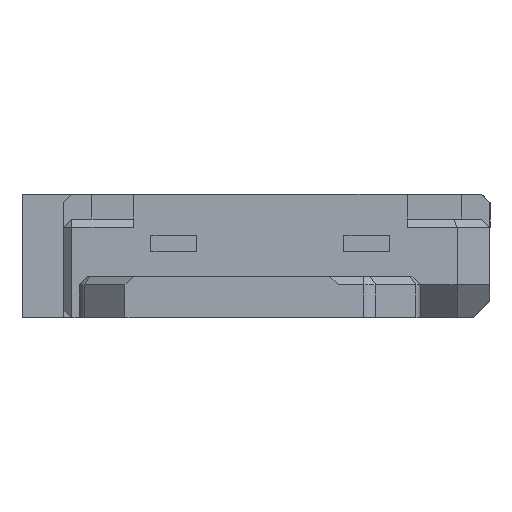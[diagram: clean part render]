
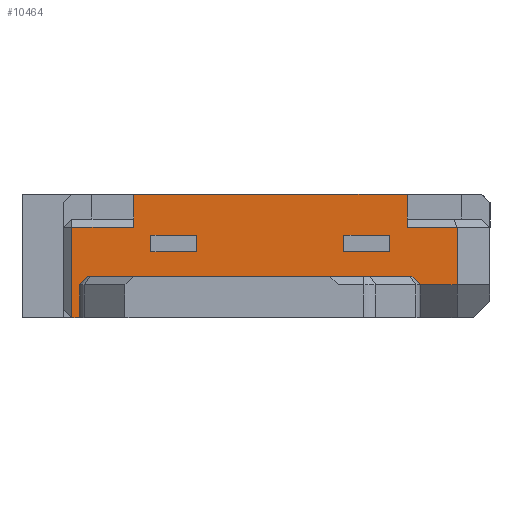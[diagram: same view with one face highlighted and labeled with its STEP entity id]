
A CAD part, left-side view. The second image highlights one B-rep face of the part: STEP entity #10464.
In plain terms, the highlighted planar face has unit normal (-1, 0, 0).
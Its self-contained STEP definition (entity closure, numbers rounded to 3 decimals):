
#68=FACE_BOUND('',#1579,.T.);
#69=FACE_BOUND('',#1580,.T.);
#502=PLANE('',#11247);
#1028=FACE_OUTER_BOUND('',#1578,.T.);
#1578=EDGE_LOOP('',(#9597,#9598,#9599,#9600,#9601,#9602,#9603,#9604,#9605,
#9606,#9607,#9608,#9609));
#1579=EDGE_LOOP('',(#9610,#9611,#9612,#9613));
#1580=EDGE_LOOP('',(#9614,#9615,#9616,#9617));
#2846=LINE('',#16807,#4094);
#2848=LINE('',#16811,#4096);
#2850=LINE('',#16815,#4098);
#2852=LINE('',#16818,#4100);
#2855=LINE('',#16824,#4103);
#2856=LINE('',#16827,#4104);
#2859=LINE('',#16832,#4107);
#2860=LINE('',#16834,#4108);
#2862=LINE('',#16838,#4110);
#2863=LINE('',#16841,#4111);
#2865=LINE('',#16845,#4113);
#2867=LINE('',#16849,#4115);
#2869=LINE('',#16852,#4117);
#2870=LINE('',#16856,#4118);
#2885=LINE('',#16893,#4133);
#2894=LINE('',#16916,#4142);
#2896=LINE('',#16920,#4144);
#2980=LINE('',#17467,#4228);
#3031=LINE('',#17603,#4279);
#3032=LINE('',#17604,#4280);
#3033=LINE('',#17605,#4281);
#4094=VECTOR('',#13494,1000.);
#4096=VECTOR('',#13498,1000.);
#4098=VECTOR('',#13502,1000.);
#4100=VECTOR('',#13506,1000.);
#4103=VECTOR('',#13511,1000.);
#4104=VECTOR('',#13514,1000.);
#4107=VECTOR('',#13519,1000.);
#4108=VECTOR('',#13522,1000.);
#4110=VECTOR('',#13526,10.);
#4111=VECTOR('',#13529,1000.);
#4113=VECTOR('',#13533,1000.);
#4115=VECTOR('',#13537,1000.);
#4117=VECTOR('',#13541,10.);
#4118=VECTOR('',#13544,10.);
#4133=VECTOR('',#13575,10.);
#4142=VECTOR('',#13600,10.);
#4144=VECTOR('',#13604,10.);
#4228=VECTOR('',#13758,10.);
#4279=VECTOR('',#13913,10.);
#4280=VECTOR('',#13914,10.);
#4281=VECTOR('',#13915,10.);
#4985=VERTEX_POINT('',#16202);
#5071=VERTEX_POINT('',#16462);
#5184=VERTEX_POINT('',#16804);
#5185=VERTEX_POINT('',#16806);
#5186=VERTEX_POINT('',#16810);
#5187=VERTEX_POINT('',#16814);
#5188=VERTEX_POINT('',#16820);
#5189=VERTEX_POINT('',#16822);
#5190=VERTEX_POINT('',#16826);
#5191=VERTEX_POINT('',#16830);
#5192=VERTEX_POINT('',#16836);
#5193=VERTEX_POINT('',#16840);
#5194=VERTEX_POINT('',#16844);
#5195=VERTEX_POINT('',#16848);
#5196=VERTEX_POINT('',#16854);
#5197=VERTEX_POINT('',#16855);
#5211=VERTEX_POINT('',#16891);
#5217=VERTEX_POINT('',#16915);
#5218=VERTEX_POINT('',#16919);
#5279=VERTEX_POINT('',#17465);
#5312=VERTEX_POINT('',#17602);
#6564=EDGE_CURVE('',#5185,#5184,#2846,.T.);
#6566=EDGE_CURVE('',#5185,#5186,#2848,.T.);
#6568=EDGE_CURVE('',#5186,#5187,#2850,.T.);
#6570=EDGE_CURVE('',#5184,#5187,#2852,.T.);
#6573=EDGE_CURVE('',#5189,#5188,#2855,.T.);
#6574=EDGE_CURVE('',#5188,#5190,#2856,.T.);
#6577=EDGE_CURVE('',#5191,#5190,#2859,.T.);
#6578=EDGE_CURVE('',#5189,#5191,#2860,.T.);
#6580=EDGE_CURVE('',#5071,#5192,#2862,.T.);
#6581=EDGE_CURVE('',#5192,#5193,#2863,.T.);
#6583=EDGE_CURVE('',#5194,#5193,#2865,.T.);
#6585=EDGE_CURVE('',#5195,#5194,#2867,.T.);
#6587=EDGE_CURVE('',#5195,#4985,#2869,.T.);
#6588=EDGE_CURVE('',#5196,#5197,#2870,.T.);
#6607=EDGE_CURVE('',#5197,#5211,#2885,.T.);
#6618=EDGE_CURVE('',#5211,#5217,#2894,.T.);
#6620=EDGE_CURVE('',#4985,#5218,#2896,.T.);
#6718=EDGE_CURVE('',#5279,#5071,#2980,.T.);
#6786=EDGE_CURVE('',#5312,#5279,#3031,.T.);
#6787=EDGE_CURVE('',#5312,#5196,#3032,.T.);
#6788=EDGE_CURVE('',#5218,#5217,#3033,.T.);
#9597=ORIENTED_EDGE('',*,*,#6786,.F.);
#9598=ORIENTED_EDGE('',*,*,#6787,.T.);
#9599=ORIENTED_EDGE('',*,*,#6588,.T.);
#9600=ORIENTED_EDGE('',*,*,#6607,.T.);
#9601=ORIENTED_EDGE('',*,*,#6618,.T.);
#9602=ORIENTED_EDGE('',*,*,#6788,.F.);
#9603=ORIENTED_EDGE('',*,*,#6620,.F.);
#9604=ORIENTED_EDGE('',*,*,#6587,.F.);
#9605=ORIENTED_EDGE('',*,*,#6585,.T.);
#9606=ORIENTED_EDGE('',*,*,#6583,.T.);
#9607=ORIENTED_EDGE('',*,*,#6581,.F.);
#9608=ORIENTED_EDGE('',*,*,#6580,.F.);
#9609=ORIENTED_EDGE('',*,*,#6718,.F.);
#9610=ORIENTED_EDGE('',*,*,#6578,.T.);
#9611=ORIENTED_EDGE('',*,*,#6577,.T.);
#9612=ORIENTED_EDGE('',*,*,#6574,.F.);
#9613=ORIENTED_EDGE('',*,*,#6573,.F.);
#9614=ORIENTED_EDGE('',*,*,#6570,.T.);
#9615=ORIENTED_EDGE('',*,*,#6568,.F.);
#9616=ORIENTED_EDGE('',*,*,#6566,.F.);
#9617=ORIENTED_EDGE('',*,*,#6564,.T.);
#10464=ADVANCED_FACE('',(#1028,#68,#69),#502,.T.);
#11247=AXIS2_PLACEMENT_3D('',#17601,#13911,#13912);
#13494=DIRECTION('',(0.,0.,-1.));
#13498=DIRECTION('',(0.,1.,0.));
#13502=DIRECTION('',(0.,0.,-1.));
#13506=DIRECTION('',(0.,1.,0.));
#13511=DIRECTION('',(0.,1.,0.));
#13514=DIRECTION('',(0.,0.,-1.));
#13519=DIRECTION('',(0.,1.,0.));
#13522=DIRECTION('',(0.,0.,-1.));
#13526=DIRECTION('',(0.,-1.,0.));
#13529=DIRECTION('',(0.,0.,1.));
#13533=DIRECTION('',(0.,1.,0.));
#13537=DIRECTION('',(0.,0.,1.));
#13541=DIRECTION('',(0.,-1.,0.));
#13544=DIRECTION('',(0.,-0.707,0.707));
#13575=DIRECTION('',(0.,-1.,0.));
#13600=DIRECTION('',(0.,-0.707,-0.707));
#13604=DIRECTION('',(0.,0.,-1.));
#13758=DIRECTION('',(0.,0.,1.));
#13911=DIRECTION('center_axis',(-1.,0.,0.));
#13912=DIRECTION('ref_axis',(0.,-1.,0.));
#13913=DIRECTION('',(0.,1.,0.));
#13914=DIRECTION('',(0.,0.,1.));
#13915=DIRECTION('',(0.,1.,0.));
#16202=CARTESIAN_POINT('',(15.5,4.,11.));
#16462=CARTESIAN_POINT('',(15.5,50.95,11.));
#16804=CARTESIAN_POINT('',(15.5,12.2,8.));
#16806=CARTESIAN_POINT('',(15.5,12.2,10.));
#16807=CARTESIAN_POINT('',(15.5,12.2,10.));
#16810=CARTESIAN_POINT('',(15.5,17.8,10.));
#16811=CARTESIAN_POINT('',(15.5,12.2,10.));
#16814=CARTESIAN_POINT('',(15.5,17.8,8.));
#16815=CARTESIAN_POINT('',(15.5,17.8,10.));
#16818=CARTESIAN_POINT('',(15.5,8.5,8.));
#16820=CARTESIAN_POINT('',(15.5,41.3,10.));
#16822=CARTESIAN_POINT('',(15.5,35.7,10.));
#16824=CARTESIAN_POINT('',(15.5,35.7,10.));
#16826=CARTESIAN_POINT('',(15.5,41.3,8.));
#16827=CARTESIAN_POINT('',(15.5,41.3,10.));
#16830=CARTESIAN_POINT('',(15.5,35.7,8.));
#16832=CARTESIAN_POINT('',(15.5,33.5,8.));
#16834=CARTESIAN_POINT('',(15.5,35.7,10.));
#16836=CARTESIAN_POINT('',(15.5,43.4,11.));
#16838=CARTESIAN_POINT('',(15.5,24.5,11.));
#16840=CARTESIAN_POINT('',(15.5,43.4,15.));
#16841=CARTESIAN_POINT('',(15.5,43.4,11.));
#16844=CARTESIAN_POINT('',(15.5,10.1,15.));
#16845=CARTESIAN_POINT('',(15.5,0.,15.));
#16848=CARTESIAN_POINT('',(15.5,10.1,11.));
#16849=CARTESIAN_POINT('',(15.5,10.1,3.463));
#16852=CARTESIAN_POINT('',(15.5,0.,11.));
#16854=CARTESIAN_POINT('',(15.5,50.,4.));
#16855=CARTESIAN_POINT('',(15.5,49.,5.));
#16856=CARTESIAN_POINT('',(15.5,35.25,18.75));
#16891=CARTESIAN_POINT('',(15.5,9.5,5.));
#16893=CARTESIAN_POINT('',(15.5,15.989,5.));
#16915=CARTESIAN_POINT('',(15.5,8.5,4.));
#16916=CARTESIAN_POINT('',(15.5,8.625,4.125));
#16919=CARTESIAN_POINT('',(15.5,4.,4.));
#16920=CARTESIAN_POINT('',(15.5,4.,9.5));
#17465=CARTESIAN_POINT('',(15.5,50.95,0.));
#17467=CARTESIAN_POINT('',(15.5,50.95,9.));
#17601=CARTESIAN_POINT('Origin',(15.5,0.,
12.));
#17602=CARTESIAN_POINT('',(15.5,50.,0.));
#17603=CARTESIAN_POINT('',(15.5,21.25,0.));
#17604=CARTESIAN_POINT('',(15.5,50.,0.477));
#17605=CARTESIAN_POINT('',(15.5,0.,4.));
